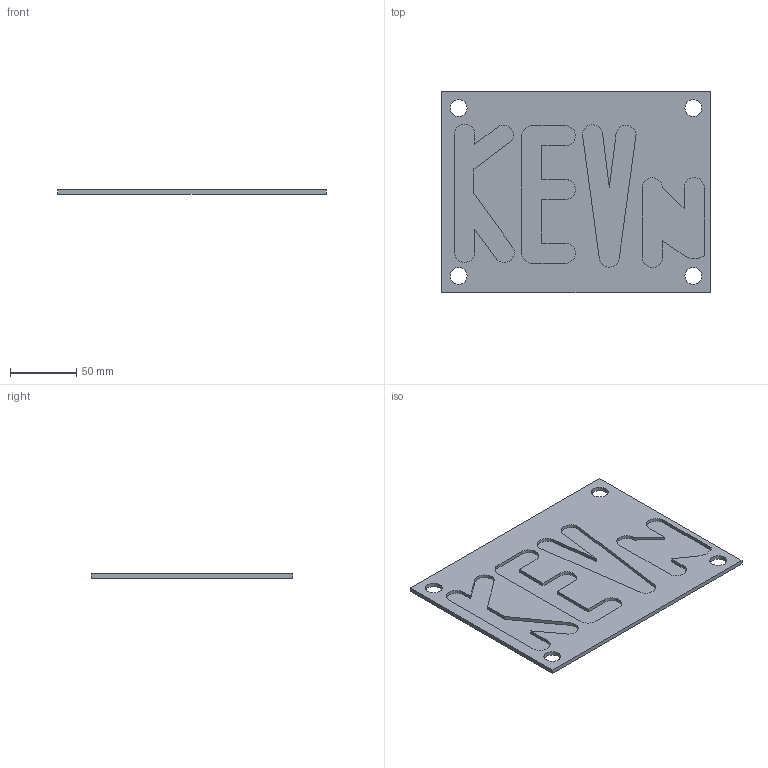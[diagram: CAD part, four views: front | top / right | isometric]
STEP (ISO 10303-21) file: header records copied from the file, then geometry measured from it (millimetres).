
FILE_DESCRIPTION(/* description */ (''),/* implementation_level */ '2;1');
FILE_NAME(/* name */ 'NamePlate.stp',/* time_stamp */ '2016-09-28T01:27:59-04:00',/* author */ ('Kevin'),/* organization */ (''),/* preprocessor_version */ 'ST-DEVELOPER v16.1',/* originating_system */ 'Autodesk Inventor 2016',/* authorisation */ '');
FILE_SCHEMA (('AUTOMOTIVE_DESIGN { 1 0 10303 214 3 1 1 }'));
Length unit declared in the file: inch
Products named in the file (1): NamePlate
Bounding box: 203.2 x 152.4 x 3.17 mm (x, y, z)
Volume: 70031.4 mm3; surface area: 67061.2 mm2
Topology: 1 solids, 1 shells, 57 faces, 153 edges, 102 vertices
Faces by surface type: plane 37, cylinder 20
Full cylindrical faces by diameter (mm): 12.7 x4
Entity records: 1809 total; most frequent: CARTESIAN_POINT 309, DIRECTION 305, ORIENTED_EDGE 298, EDGE_CURVE 149, LINE 109, VECTOR 109, VERTEX_POINT 102, AXIS2_PLACEMENT_3D 98
